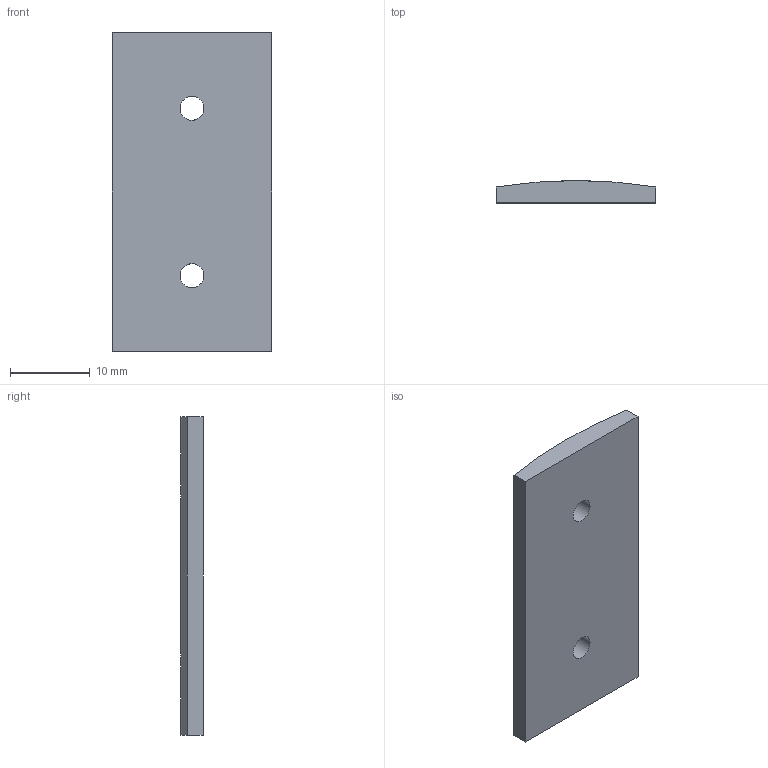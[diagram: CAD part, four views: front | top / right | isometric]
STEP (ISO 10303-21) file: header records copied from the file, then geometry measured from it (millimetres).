
FILE_DESCRIPTION(('CATIA V5 STEP Exchange'),'2;1');
FILE_NAME('Taquet.stp','2019-04-09T15:57:07+00:00',('none'),('none'),'CATIA Version 5 Release 19 GA (IN-10)','CATIA V5 STEP AP203','none');
FILE_SCHEMA(('CONFIG_CONTROL_DESIGN'));
Length unit declared in the file: millimetre
Products named in the file (1): Taquet
Bounding box: 20 x 2.81 x 40 mm (x, y, z)
Volume: 1990.4 mm3; surface area: 1889.4 mm2
Topology: 1 solids, 1 shells, 10 faces, 24 edges, 16 vertices
Faces by surface type: cylinder 5, plane 5
Entity records: 364 total; most frequent: CARTESIAN_POINT 93, ORIENTED_EDGE 48, DIRECTION 36, EDGE_CURVE 24, VERTEX_POINT 16, AXIS2_PLACEMENT_3D 15, VECTOR 14, EDGE_LOOP 14
